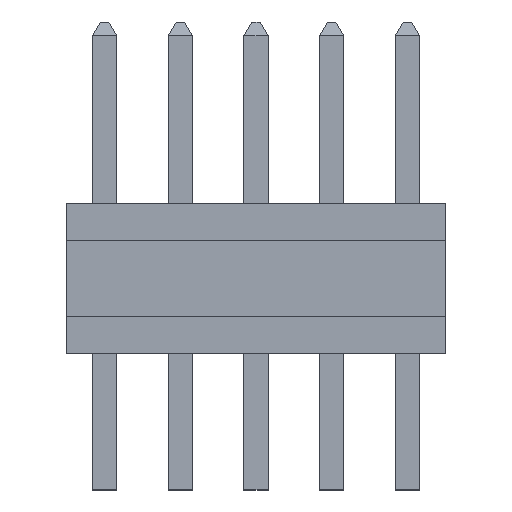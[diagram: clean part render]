
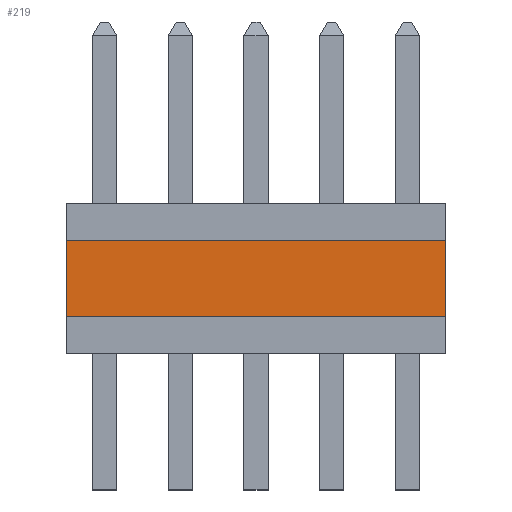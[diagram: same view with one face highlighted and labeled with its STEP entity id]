
A CAD part, top view. The second image highlights one B-rep face of the part: STEP entity #219.
In plain terms, the highlighted planar face has unit normal (0, 0, 1).
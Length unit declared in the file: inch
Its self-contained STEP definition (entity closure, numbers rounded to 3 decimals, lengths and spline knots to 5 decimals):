
#219 = ADVANCED_FACE( '', ( #440 ), #441, .F. );
#440 = FACE_OUTER_BOUND( '', #853, .T. );
#441 = PLANE( '', #854 );
#853 = EDGE_LOOP( '', ( #1360, #1361, #1362, #1363 ) );
#854 = AXIS2_PLACEMENT_3D( '', #1364, #1365, #1366 );
#1360 = ORIENTED_EDGE( '', *, *, #2958, .T. );
#1361 = ORIENTED_EDGE( '', *, *, #2957, .F. );
#1362 = ORIENTED_EDGE( '', *, *, #2959, .F. );
#1363 = ORIENTED_EDGE( '', *, *, #2952, .T. );
#1364 = CARTESIAN_POINT( '', ( 0.125, 0.0745, 0.0575 ) );
#1365 = DIRECTION( '', ( 0., 0., -1. ) );
#1366 = DIRECTION( '', ( -1., 0., 0. ) );
#2952 = EDGE_CURVE( '', #3549, #3547, #3550, .T. );
#2957 = EDGE_CURVE( '', #3556, #3554, #3558, .T. );
#2958 = EDGE_CURVE( '', #3547, #3554, #3559, .T. );
#2959 = EDGE_CURVE( '', #3549, #3556, #3560, .T. );
#3547 = VERTEX_POINT( '', #4491 );
#3549 = VERTEX_POINT( '', #4494 );
#3550 = LINE( '', #4495, #4496 );
#3554 = VERTEX_POINT( '', #4502 );
#3556 = VERTEX_POINT( '', #4505 );
#3558 = LINE( '', #4508, #4509 );
#3559 = LINE( '', #4510, #4511 );
#3560 = LINE( '', #4512, #4513 );
#4491 = CARTESIAN_POINT( '', ( -0.125, 0.0745, 0.0575 ) );
#4494 = CARTESIAN_POINT( '', ( 0.125, 0.0745, 0.0575 ) );
#4495 = CARTESIAN_POINT( '', ( 0.125, 0.0745, 0.0575 ) );
#4496 = VECTOR( '', #5752, 39.37008 );
#4502 = CARTESIAN_POINT( '', ( -0.125, 0.0245, 0.0575 ) );
#4505 = CARTESIAN_POINT( '', ( 0.125, 0.0245, 0.0575 ) );
#4508 = CARTESIAN_POINT( '', ( 0.125, 0.0245, 0.0575 ) );
#4509 = VECTOR( '', #5757, 39.37008 );
#4510 = CARTESIAN_POINT( '', ( -0.125, 0.0745, 0.0575 ) );
#4511 = VECTOR( '', #5758, 39.37008 );
#4512 = CARTESIAN_POINT( '', ( 0.125, 0.0745, 0.0575 ) );
#4513 = VECTOR( '', #5759, 39.37008 );
#5752 = DIRECTION( '', ( -1., 0., 0. ) );
#5757 = DIRECTION( '', ( -1., 0., 0. ) );
#5758 = DIRECTION( '', ( 0., -1., 0. ) );
#5759 = DIRECTION( '', ( 0., -1., 0. ) );
